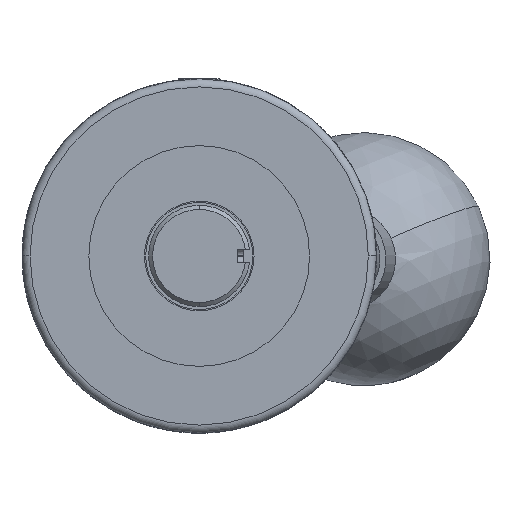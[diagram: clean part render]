
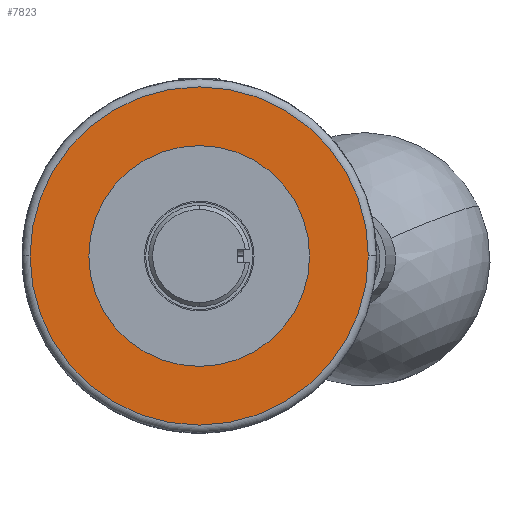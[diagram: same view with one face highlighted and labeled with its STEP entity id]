
A CAD part, left-side view. The second image highlights one B-rep face of the part: STEP entity #7823.
In plain terms, the highlighted planar face has unit normal (-1, 0, 0).
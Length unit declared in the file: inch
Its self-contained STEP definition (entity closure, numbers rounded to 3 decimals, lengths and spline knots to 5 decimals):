
#537 = DIRECTION ( 'NONE',  ( 0., -1., 0. ) ) ;
#608 = CARTESIAN_POINT ( 'NONE',  ( -2.918, -0.835, 0. ) ) ;
#1002 = CARTESIAN_POINT ( 'NONE',  ( -2.918, 0., 0.27344 ) ) ;
#1124 = AXIS2_PLACEMENT_3D ( 'NONE', #3871, #5578, #537 ) ;
#1143 = EDGE_CURVE ( 'NONE', #2115, #1774, #4395, .T. ) ;
#1774 = VERTEX_POINT ( 'NONE', #1002 ) ;
#1958 = CARTESIAN_POINT ( 'NONE',  ( -2.918, -0.875, 0. ) ) ;
#1970 = CARTESIAN_POINT ( 'NONE',  ( -2.918, 0., -0.27344 ) ) ;
#2115 = VERTEX_POINT ( 'NONE', #1970 ) ;
#2667 = DIRECTION ( 'NONE',  ( 0., 0., -1. ) ) ;
#3369 = CARTESIAN_POINT ( 'NONE',  ( -2.918, 0.835, 0. ) ) ;
#3780 = EDGE_CURVE ( 'NONE', #1774, #2115, #5134, .T. ) ;
#3871 = CARTESIAN_POINT ( 'NONE',  ( -2.918, 0., 0. ) ) ;
#3934 = ORIENTED_EDGE ( 'NONE', *, *, #7669, .T. ) ;
#4265 = FACE_OUTER_BOUND ( 'NONE', #5873, .T. ) ;
#4395 = CIRCLE ( 'NONE', #5270, 0.27344 ) ;
#4853 = DIRECTION ( 'NONE',  ( 0., -1., 0. ) ) ;
#4871 = CARTESIAN_POINT ( 'NONE',  ( -2.918, 0., 0. ) ) ;
#4931 = DIRECTION ( 'NONE',  ( -1., 0., 0. ) ) ;
#5134 = CIRCLE ( 'NONE', #5639, 0.27344 ) ;
#5210 = ORIENTED_EDGE ( 'NONE', *, *, #3780, .F. ) ;
#5270 = AXIS2_PLACEMENT_3D ( 'NONE', #5907, #9263, #2667 ) ;
#5578 = DIRECTION ( 'NONE',  ( -1., 0., 0. ) ) ;
#5607 = DIRECTION ( 'NONE',  ( 0., -1., 0. ) ) ;
#5639 = AXIS2_PLACEMENT_3D ( 'NONE', #4871, #4931, #8311 ) ;
#5873 = EDGE_LOOP ( 'NONE', ( #3934, #8478 ) ) ;
#5907 = CARTESIAN_POINT ( 'NONE',  ( -2.918, 0., 0. ) ) ;
#6010 = VERTEX_POINT ( 'NONE', #608 ) ;
#6416 = CIRCLE ( 'NONE', #1124, 0.835 ) ;
#6428 = DIRECTION ( 'NONE',  ( 1., 0., 0. ) ) ;
#6593 = AXIS2_PLACEMENT_3D ( 'NONE', #8402, #6720, #4853 ) ;
#6613 = AXIS2_PLACEMENT_3D ( 'NONE', #1958, #6428, #5607 ) ;
#6687 = PLANE ( 'NONE',  #6613 ) ;
#6720 = DIRECTION ( 'NONE',  ( -1., 0., 0. ) ) ;
#6776 = CIRCLE ( 'NONE', #6593, 0.835 ) ;
#7335 = ORIENTED_EDGE ( 'NONE', *, *, #1143, .F. ) ;
#7669 = EDGE_CURVE ( 'NONE', #6010, #10614, #6416, .T. ) ;
#7823 = ADVANCED_FACE ( 'NONE', ( #9190, #4265 ), #6687, .F. ) ;
#8311 = DIRECTION ( 'NONE',  ( 0., 0., -1. ) ) ;
#8402 = CARTESIAN_POINT ( 'NONE',  ( -2.918, 0., 0. ) ) ;
#8478 = ORIENTED_EDGE ( 'NONE', *, *, #8829, .T. ) ;
#8829 = EDGE_CURVE ( 'NONE', #10614, #6010, #6776, .T. ) ;
#9190 = FACE_BOUND ( 'NONE', #9709, .T. ) ;
#9263 = DIRECTION ( 'NONE',  ( -1., 0., 0. ) ) ;
#9709 = EDGE_LOOP ( 'NONE', ( #7335, #5210 ) ) ;
#10614 = VERTEX_POINT ( 'NONE', #3369 ) ;
